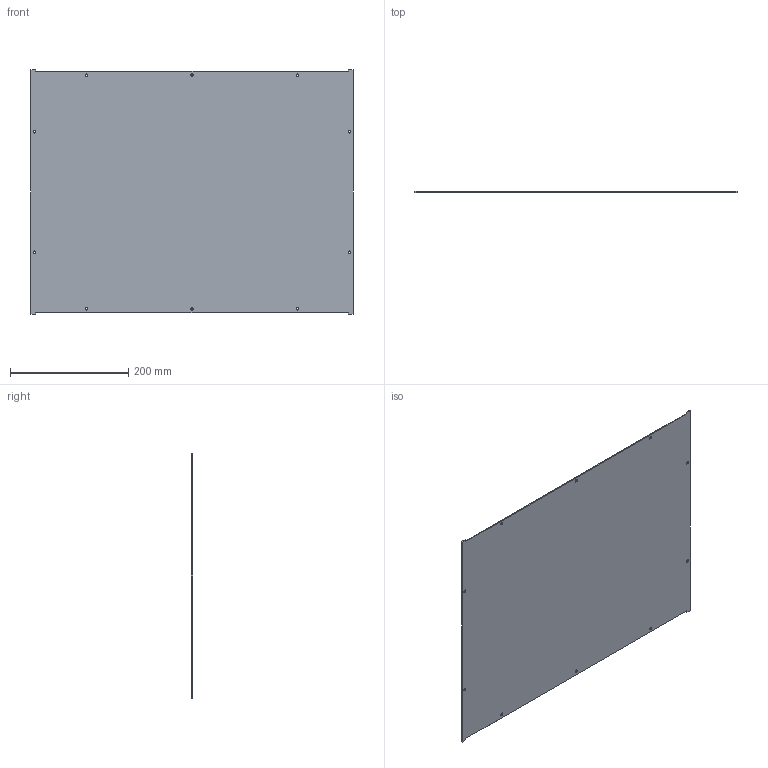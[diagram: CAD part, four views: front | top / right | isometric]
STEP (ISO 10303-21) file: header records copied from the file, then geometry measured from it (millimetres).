
FILE_DESCRIPTION (( 'STEP AP214' ), '1' );
FILE_NAME ('RM1922BKSP.STEP', '2021-09-11T15:21:43', ( '' ), ( '' ), 'SwSTEP 2.0', 'SolidWorks 2021', '' );
FILE_SCHEMA (( 'AUTOMOTIVE_DESIGN' ));
Length unit declared in the file: inch
Products named in the file (1): RM1922BKSP
Bounding box: 544.6 x 1.8 x 413.79 mm (x, y, z)
Volume: 399989.2 mm3; surface area: 447376.7 mm2
Topology: 1 solids, 1 shells, 34 faces, 86 edges, 54 vertices
Faces by surface type: plane 14, cylinder 10, cone 10
Full cylindrical faces by diameter (mm): 4.064 x10
Entity records: 1000 total; most frequent: DIRECTION 166, CARTESIAN_POINT 155, ORIENTED_EDGE 132, EDGE_LOOP 74, EDGE_CURVE 66, AXIS2_PLACEMENT_3D 65, VERTEX_POINT 54, FACE_OUTER_BOUND 44
